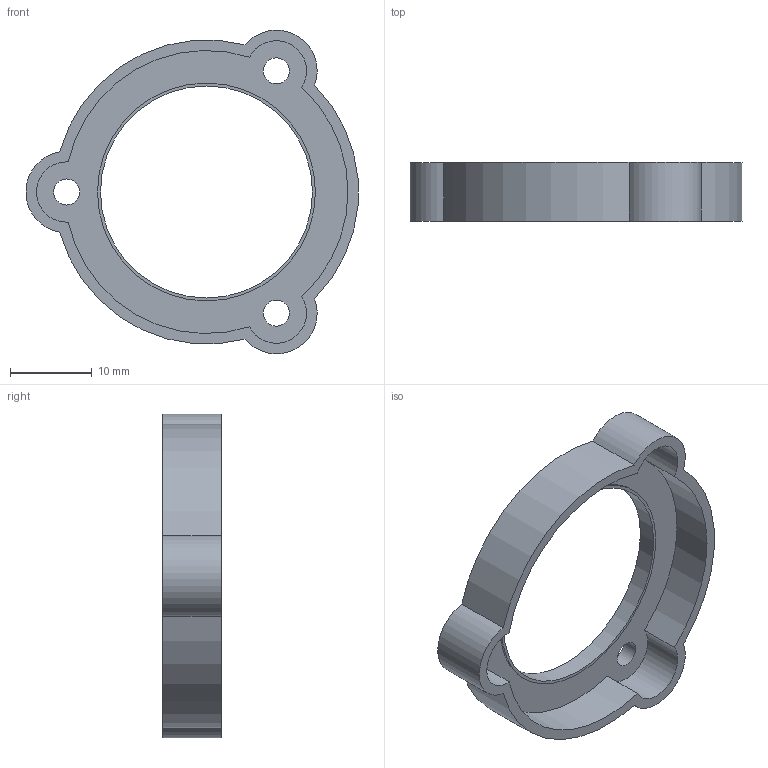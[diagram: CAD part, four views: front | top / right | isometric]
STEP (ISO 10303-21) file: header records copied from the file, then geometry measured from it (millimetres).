
FILE_DESCRIPTION(/* description */ (''),/* implementation_level */ '2;1');
FILE_NAME(/* name */ 'Daylight Sensor Housing (cap).step',/* time_stamp */ '2025-09-18T14:32:50+12:00',/* author */ (''),/* organization */ (''),/* preprocessor_version */ 'ST-DEVELOPER v20.1',/* originating_system */ 'Autodesk Translation Framework v14.17.0.0',/* authorisation */ '');
FILE_SCHEMA (('AUTOMOTIVE_DESIGN { 1 0 10303 214 3 1 1 }'));
Length unit declared in the file: millimetre
Products named in the file (1): Daylight Sensor Housing
Bounding box: 40.71 x 7.2 x 39.69 mm (x, y, z)
Volume: 2095.1 mm3; surface area: 3077.5 mm2
Topology: 1 solids, 1 shells, 21 faces, 51 edges, 34 vertices
Faces by surface type: cylinder 17, plane 4
Full cylindrical faces by diameter (mm): 3.2 x3, 26 x1, 26.725 x1
Entity records: 688 total; most frequent: DIRECTION 129, CARTESIAN_POINT 107, ORIENTED_EDGE 102, AXIS2_PLACEMENT_3D 56, EDGE_CURVE 51, CIRCLE 34, VERTEX_POINT 34, EDGE_LOOP 31
